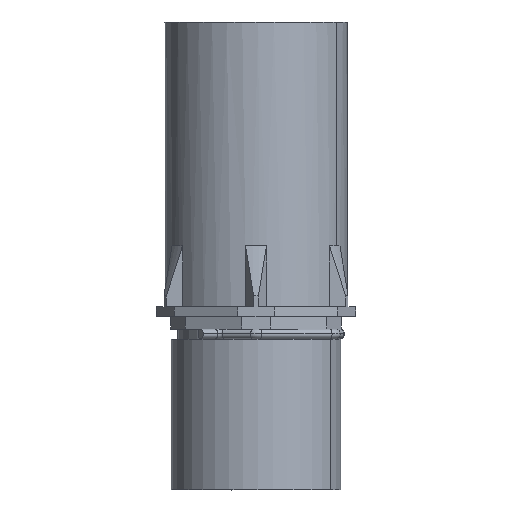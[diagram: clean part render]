
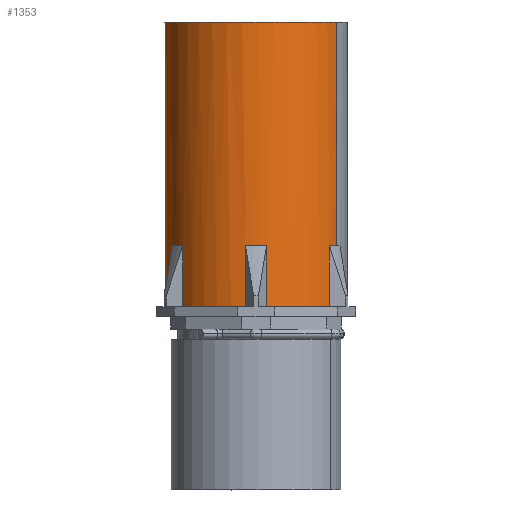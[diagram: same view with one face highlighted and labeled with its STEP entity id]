
A CAD part, front view. The second image highlights one B-rep face of the part: STEP entity #1353.
In plain terms, the highlighted cylindrical face has radius 18.75 mm (diameter 37.5 mm), a partial arc.
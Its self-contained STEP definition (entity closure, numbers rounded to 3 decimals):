
#1026=AXIS2_PLACEMENT_3D('Circle Axis2P3D',#1024,#1025,$) ;
#1244=AXIS2_PLACEMENT_3D('Cylinder Axis2P3D',#1241,#1242,#1243) ;
#1248=AXIS2_PLACEMENT_3D('Circle Axis2P3D',#1246,#1247,$) ;
#1262=AXIS2_PLACEMENT_3D('Circle Axis2P3D',#1260,#1261,$) ;
#1276=AXIS2_PLACEMENT_3D('Circle Axis2P3D',#1274,#1275,$) ;
#1290=AXIS2_PLACEMENT_3D('Circle Axis2P3D',#1288,#1289,$) ;
#1304=AXIS2_PLACEMENT_3D('Circle Axis2P3D',#1302,#1303,$) ;
#1318=AXIS2_PLACEMENT_3D('Circle Axis2P3D',#1316,#1317,$) ;
#1332=AXIS2_PLACEMENT_3D('Circle Axis2P3D',#1330,#1331,$) ;
#993=CARTESIAN_POINT('Vertex',(3.29,28.942,37.6)) ;
#1021=CARTESIAN_POINT('Vertex',(3.29,14.058,37.6)) ;
#1024=CARTESIAN_POINT('Axis2P3D Location',(20.5,21.5,37.6)) ;
#1050=CARTESIAN_POINT('Line Origine',(3.29,28.942,43.85)) ;
#1054=CARTESIAN_POINT('Vertex',(3.29,28.942,50.1)) ;
#1219=CARTESIAN_POINT('Line Origine',(3.29,14.058,43.85)) ;
#1223=CARTESIAN_POINT('Vertex',(3.29,14.058,50.1)) ;
#1241=CARTESIAN_POINT('Axis2P3D Location',(20.5,21.5,48.)) ;
#1246=CARTESIAN_POINT('Axis2P3D Location',(20.5,21.5,50.1)) ;
#1250=CARTESIAN_POINT('Vertex',(5.45,10.317,50.1)) ;
#1253=CARTESIAN_POINT('Line Origine',(5.45,10.317,48.)) ;
#1257=CARTESIAN_POINT('Vertex',(5.45,10.317,37.6)) ;
#1260=CARTESIAN_POINT('Axis2P3D Location',(20.5,21.5,37.6)) ;
#1264=CARTESIAN_POINT('Vertex',(18.34,2.875,37.6)) ;
#1267=CARTESIAN_POINT('Line Origine',(18.34,2.875,48.)) ;
#1271=CARTESIAN_POINT('Vertex',(18.34,2.875,50.1)) ;
#1274=CARTESIAN_POINT('Axis2P3D Location',(20.5,21.5,50.1)) ;
#1278=CARTESIAN_POINT('Vertex',(22.66,2.875,50.1)) ;
#1281=CARTESIAN_POINT('Line Origine',(22.66,2.875,48.)) ;
#1285=CARTESIAN_POINT('Vertex',(22.66,2.875,37.6)) ;
#1288=CARTESIAN_POINT('Axis2P3D Location',(20.5,21.5,37.6)) ;
#1292=CARTESIAN_POINT('Vertex',(35.55,10.317,37.6)) ;
#1295=CARTESIAN_POINT('Line Origine',(35.55,10.317,48.)) ;
#1299=CARTESIAN_POINT('Vertex',(35.55,10.317,50.1)) ;
#1302=CARTESIAN_POINT('Axis2P3D Location',(20.5,21.5,50.1)) ;
#1306=CARTESIAN_POINT('Vertex',(36.955,12.511,50.1)) ;
#1309=CARTESIAN_POINT('Line Origine',(36.955,12.511,48.)) ;
#1313=CARTESIAN_POINT('Vertex',(36.955,12.511,96.)) ;
#1316=CARTESIAN_POINT('Axis2P3D Location',(20.5,21.5,96.)) ;
#1320=CARTESIAN_POINT('Vertex',(4.045,30.489,96.)) ;
#1323=CARTESIAN_POINT('Line Origine',(4.045,30.489,48.)) ;
#1327=CARTESIAN_POINT('Vertex',(4.045,30.489,50.1)) ;
#1330=CARTESIAN_POINT('Axis2P3D Location',(20.5,21.5,50.1)) ;
#1025=DIRECTION('Axis2P3D Direction',(0.,0.,-1.)) ;
#1051=DIRECTION('Vector Direction',(0.,0.,1.)) ;
#1220=DIRECTION('Vector Direction',(0.,0.,1.)) ;
#1242=DIRECTION('Axis2P3D Direction',(0.,-0.,-1.)) ;
#1243=DIRECTION('Axis2P3D XDirection',(0.878,-0.479,0.)) ;
#1247=DIRECTION('Axis2P3D Direction',(0.,-0.,-1.)) ;
#1254=DIRECTION('Vector Direction',(0.,0.,-1.)) ;
#1261=DIRECTION('Axis2P3D Direction',(0.,-0.,-1.)) ;
#1268=DIRECTION('Vector Direction',(0.,0.,-1.)) ;
#1275=DIRECTION('Axis2P3D Direction',(0.,-0.,-1.)) ;
#1282=DIRECTION('Vector Direction',(0.,0.,-1.)) ;
#1289=DIRECTION('Axis2P3D Direction',(0.,-0.,-1.)) ;
#1296=DIRECTION('Vector Direction',(0.,0.,-1.)) ;
#1303=DIRECTION('Axis2P3D Direction',(0.,-0.,-1.)) ;
#1310=DIRECTION('Vector Direction',(0.,0.,-1.)) ;
#1317=DIRECTION('Axis2P3D Direction',(0.,-0.,-1.)) ;
#1324=DIRECTION('Vector Direction',(0.,0.,-1.)) ;
#1331=DIRECTION('Axis2P3D Direction',(0.,-0.,-1.)) ;
#1052=VECTOR('Line Direction',#1051,1.) ;
#1221=VECTOR('Line Direction',#1220,1.) ;
#1255=VECTOR('Line Direction',#1254,1.) ;
#1269=VECTOR('Line Direction',#1268,1.) ;
#1283=VECTOR('Line Direction',#1282,1.) ;
#1297=VECTOR('Line Direction',#1296,1.) ;
#1311=VECTOR('Line Direction',#1310,1.) ;
#1325=VECTOR('Line Direction',#1324,1.) ;
#1336=ORIENTED_EDGE('',*,*,#1252,.T.) ;
#1337=ORIENTED_EDGE('',*,*,#1259,.F.) ;
#1338=ORIENTED_EDGE('',*,*,#1266,.F.) ;
#1339=ORIENTED_EDGE('',*,*,#1273,.T.) ;
#1340=ORIENTED_EDGE('',*,*,#1280,.T.) ;
#1341=ORIENTED_EDGE('',*,*,#1287,.F.) ;
#1342=ORIENTED_EDGE('',*,*,#1294,.F.) ;
#1343=ORIENTED_EDGE('',*,*,#1301,.T.) ;
#1344=ORIENTED_EDGE('',*,*,#1308,.T.) ;
#1345=ORIENTED_EDGE('',*,*,#1315,.T.) ;
#1346=ORIENTED_EDGE('',*,*,#1322,.T.) ;
#1347=ORIENTED_EDGE('',*,*,#1329,.F.) ;
#1348=ORIENTED_EDGE('',*,*,#1334,.T.) ;
#1349=ORIENTED_EDGE('',*,*,#1056,.F.) ;
#1350=ORIENTED_EDGE('',*,*,#1028,.F.) ;
#1351=ORIENTED_EDGE('',*,*,#1225,.T.) ;
#1353=ADVANCED_FACE('Hauptk\X2\00F6\X0\rper.2',(#1352),#1245,.T.) ;
#1027=CIRCLE('generated circle',#1026,18.75) ;
#1249=CIRCLE('generated circle',#1248,18.75) ;
#1263=CIRCLE('generated circle',#1262,18.75) ;
#1277=CIRCLE('generated circle',#1276,18.75) ;
#1291=CIRCLE('generated circle',#1290,18.75) ;
#1305=CIRCLE('generated circle',#1304,18.75) ;
#1319=CIRCLE('generated circle',#1318,18.75) ;
#1333=CIRCLE('generated circle',#1332,18.75) ;
#1245=CYLINDRICAL_SURFACE('generated cylinder',#1244,18.75) ;
#1028=EDGE_CURVE('',#1022,#994,#1027,.T.) ;
#1056=EDGE_CURVE('',#994,#1055,#1053,.T.) ;
#1225=EDGE_CURVE('',#1022,#1224,#1222,.T.) ;
#1252=EDGE_CURVE('',#1224,#1251,#1249,.F.) ;
#1259=EDGE_CURVE('',#1258,#1251,#1256,.F.) ;
#1266=EDGE_CURVE('',#1265,#1258,#1263,.T.) ;
#1273=EDGE_CURVE('',#1265,#1272,#1270,.F.) ;
#1280=EDGE_CURVE('',#1272,#1279,#1277,.F.) ;
#1287=EDGE_CURVE('',#1286,#1279,#1284,.F.) ;
#1294=EDGE_CURVE('',#1293,#1286,#1291,.T.) ;
#1301=EDGE_CURVE('',#1293,#1300,#1298,.F.) ;
#1308=EDGE_CURVE('',#1300,#1307,#1305,.F.) ;
#1315=EDGE_CURVE('',#1307,#1314,#1312,.F.) ;
#1322=EDGE_CURVE('',#1314,#1321,#1319,.T.) ;
#1329=EDGE_CURVE('',#1328,#1321,#1326,.F.) ;
#1334=EDGE_CURVE('',#1328,#1055,#1333,.F.) ;
#1335=EDGE_LOOP('',(#1336,#1337,#1338,#1339,#1340,#1341,#1342,#1343,#1344,#1345,#1346,#1347,#1348,#1349,#1350,#1351)) ;
#1352=FACE_OUTER_BOUND('',#1335,.T.) ;
#1053=LINE('Line',#1050,#1052) ;
#1222=LINE('Line',#1219,#1221) ;
#1256=LINE('Line',#1253,#1255) ;
#1270=LINE('Line',#1267,#1269) ;
#1284=LINE('Line',#1281,#1283) ;
#1298=LINE('Line',#1295,#1297) ;
#1312=LINE('Line',#1309,#1311) ;
#1326=LINE('Line',#1323,#1325) ;
#994=VERTEX_POINT('',#993) ;
#1022=VERTEX_POINT('',#1021) ;
#1055=VERTEX_POINT('',#1054) ;
#1224=VERTEX_POINT('',#1223) ;
#1251=VERTEX_POINT('',#1250) ;
#1258=VERTEX_POINT('',#1257) ;
#1265=VERTEX_POINT('',#1264) ;
#1272=VERTEX_POINT('',#1271) ;
#1279=VERTEX_POINT('',#1278) ;
#1286=VERTEX_POINT('',#1285) ;
#1293=VERTEX_POINT('',#1292) ;
#1300=VERTEX_POINT('',#1299) ;
#1307=VERTEX_POINT('',#1306) ;
#1314=VERTEX_POINT('',#1313) ;
#1321=VERTEX_POINT('',#1320) ;
#1328=VERTEX_POINT('',#1327) ;
